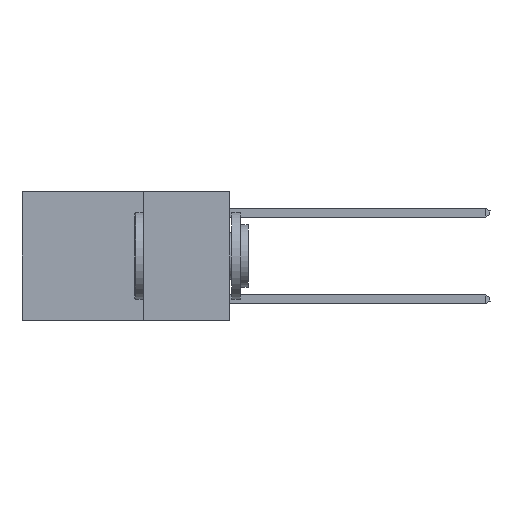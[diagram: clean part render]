
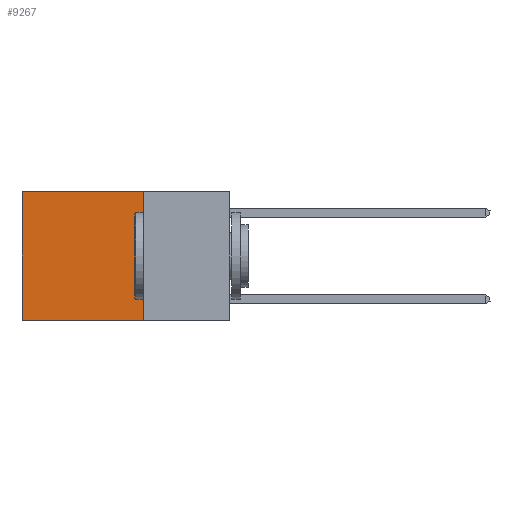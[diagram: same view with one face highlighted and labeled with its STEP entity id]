
A CAD part, left-side view. The second image highlights one B-rep face of the part: STEP entity #9267.
In plain terms, the highlighted planar face has unit normal (-1, 0, 0).
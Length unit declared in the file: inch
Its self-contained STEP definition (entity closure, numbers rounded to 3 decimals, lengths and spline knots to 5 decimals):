
#891 = EDGE_CURVE ( 'NONE', #14048, #3052, #5883, .T. ) ;
#993 = VERTEX_POINT ( 'NONE', #11986 ) ;
#1123 = ORIENTED_EDGE ( 'NONE', *, *, #4552, .T. ) ;
#1133 = CARTESIAN_POINT ( 'NONE',  ( 0.2625, 0.25, 0. ) ) ;
#1153 = EDGE_CURVE ( 'NONE', #993, #2750, #16533, .T. ) ;
#2262 = EDGE_CURVE ( 'NONE', #2750, #3052, #5265, .T. ) ;
#2389 = CARTESIAN_POINT ( 'NONE',  ( 0.2625, 0.25, -0.37 ) ) ;
#2515 = ORIENTED_EDGE ( 'NONE', *, *, #2262, .F. ) ;
#2750 = VERTEX_POINT ( 'NONE', #2389 ) ;
#3052 = VERTEX_POINT ( 'NONE', #11776 ) ;
#3905 = DIRECTION ( 'NONE',  ( 0., 0., -1. ) ) ;
#4552 = EDGE_CURVE ( 'NONE', #993, #14048, #15953, .T. ) ;
#4967 = VECTOR ( 'NONE', #5085, 39.37008 ) ;
#5085 = DIRECTION ( 'NONE',  ( 0., 1., 0. ) ) ;
#5265 = LINE ( 'NONE', #17900, #4967 ) ;
#5546 = DIRECTION ( 'NONE',  ( 1., 0., 0. ) ) ;
#5883 = LINE ( 'NONE', #11625, #6469 ) ;
#6469 = VECTOR ( 'NONE', #11531, 39.37008 ) ;
#6637 = CARTESIAN_POINT ( 'NONE',  ( 0.2625, 0.25, 0. ) ) ;
#6694 = DIRECTION ( 'NONE',  ( 0., 0., -1. ) ) ;
#9267 = ADVANCED_FACE ( 'NONE', ( #14129 ), #16560, .F. ) ;
#9716 = VECTOR ( 'NONE', #6694, 39.37008 ) ;
#9964 = EDGE_LOOP ( 'NONE', ( #12206, #2515, #13852, #1123 ) ) ;
#10483 = DIRECTION ( 'NONE',  ( 0., 1., 0. ) ) ;
#11531 = DIRECTION ( 'NONE',  ( 0., 0., -1. ) ) ;
#11625 = CARTESIAN_POINT ( 'NONE',  ( 0.2625, 0.6, 0. ) ) ;
#11776 = CARTESIAN_POINT ( 'NONE',  ( 0.2625, 0.6, -0.37 ) ) ;
#11986 = CARTESIAN_POINT ( 'NONE',  ( 0.2625, 0.25, 0. ) ) ;
#12206 = ORIENTED_EDGE ( 'NONE', *, *, #891, .T. ) ;
#13852 = ORIENTED_EDGE ( 'NONE', *, *, #1153, .F. ) ;
#14048 = VERTEX_POINT ( 'NONE', #14173 ) ;
#14129 = FACE_OUTER_BOUND ( 'NONE', #9964, .T. ) ;
#14173 = CARTESIAN_POINT ( 'NONE',  ( 0.2625, 0.6, 0. ) ) ;
#14345 = VECTOR ( 'NONE', #10483, 39.37008 ) ;
#14634 = CARTESIAN_POINT ( 'NONE',  ( 0.2625, 0.25, 0. ) ) ;
#15953 = LINE ( 'NONE', #14634, #14345 ) ;
#16533 = LINE ( 'NONE', #1133, #9716 ) ;
#16560 = PLANE ( 'NONE',  #16721 ) ;
#16721 = AXIS2_PLACEMENT_3D ( 'NONE', #6637, #5546, #3905 ) ;
#17900 = CARTESIAN_POINT ( 'NONE',  ( 0.2625, 0.25, -0.37 ) ) ;
